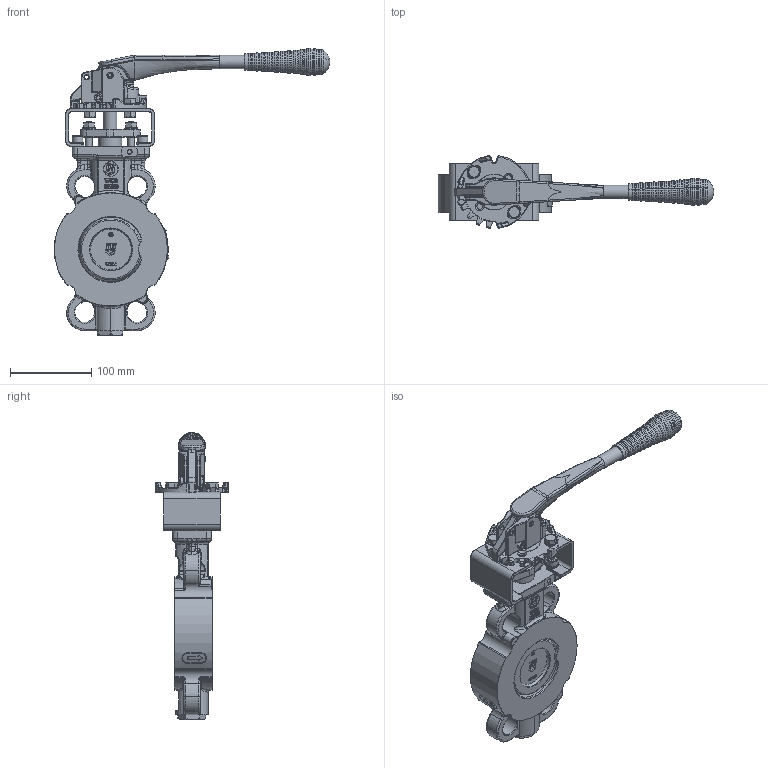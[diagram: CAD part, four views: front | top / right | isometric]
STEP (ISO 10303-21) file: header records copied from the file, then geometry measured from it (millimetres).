
FILE_DESCRIPTION(('HOOPS Exchange Step'),'2;1');
FILE_NAME('AK11_DN80_PN10-40-ANSI150-300_Hebel.stp','2024-11-22T09:53:12+01:00',('nieru'),('Unknown organisation'),'HOOPS Exchange 2024.2','HOOPS Exchange','Unknown authorisation');
FILE_SCHEMA( ('AP203_CONFIGURATION_CONTROLLED_3D_DESIGN_OF_MECHANICAL_PARTS_AND_ASSEMBLIES_MIM_LF') );
Length unit declared in the file: millimetre
Products named in the file (8): 0; root
Assembly tree (7 placements, depth 4):
  root
    0
    0
      0
        0
      0
      0
        0
Bounding box: 339.04 x 89.18 x 353.25 mm (x, y, z)
Volume: 1018572.2 mm3; surface area: 255736.7 mm2
Topology: 40 solids, 40 shells, 3326 faces, 7980 edges, 4684 vertices
Faces by surface type: bspline 1313, cylinder 880, plane 511, torus 368, cone 186, sphere 68
Full cylindrical faces by diameter (mm): 3.25 x1, 4.812 x1, 5 x1, 5.661 x1, 6.8 x4, 8 x8, 8.465 x2, 9 x14, 9.199 x1, 9.5 x1, 13 x4, 13.5 x1, 14.8 x4, 15.643 x2, 16 x3, 16.82 x2, 18.5 x4, 18.9 x2, 21 x1, 29.274 x1, 52.2 x1, 81.75 x1, 84.164 x1, 84.75 x1, 100.02 x1
Entity records: 315953 total; most frequent: CARTESIAN_POINT 248550, ORIENTED_EDGE 15716, DIRECTION 10719, EDGE_CURVE 7858, VERTEX_POINT 4684, AXIS2_PLACEMENT_3D 4396, B_SPLINE_CURVE_WITH_KNOTS 3487, EDGE_LOOP 3484
